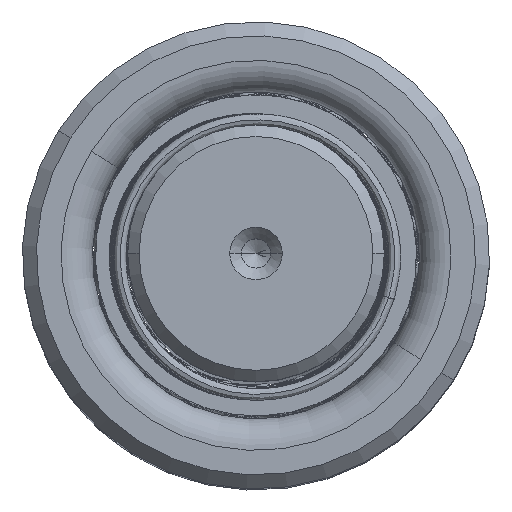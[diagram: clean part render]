
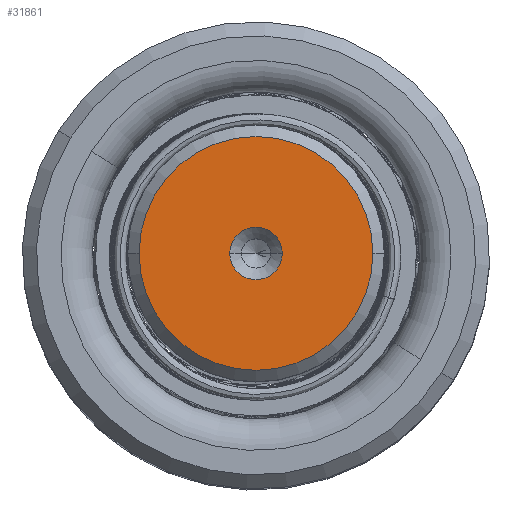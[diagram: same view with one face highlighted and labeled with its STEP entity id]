
A CAD part, top view. The second image highlights one B-rep face of the part: STEP entity #31861.
In plain terms, the highlighted planar face has unit normal (0, 0, 1).
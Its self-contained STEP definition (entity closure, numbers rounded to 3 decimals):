
#2608 = AXIS2_PLACEMENT_3D ( 'NONE', #25143, #11861, #7284 ) ;
#3027 = AXIS2_PLACEMENT_3D ( 'NONE', #28593, #54375, #15268 ) ;
#3645 = ORIENTED_EDGE ( 'NONE', *, *, #44848, .T. ) ;
#5580 = CARTESIAN_POINT ( 'NONE',  ( 0., 0., 160. ) ) ;
#5610 = ORIENTED_EDGE ( 'NONE', *, *, #54099, .F. ) ;
#7284 = DIRECTION ( 'NONE',  ( 1., 0., 0. ) ) ;
#9632 = DIRECTION ( 'NONE',  ( 0., 0., 1. ) ) ;
#10008 = DIRECTION ( 'NONE',  ( 1., 0., 0. ) ) ;
#11861 = DIRECTION ( 'NONE',  ( 0., 0., 1. ) ) ;
#12345 = VERTEX_POINT ( 'NONE', #16122 ) ;
#12733 = CIRCLE ( 'NONE', #33975, 10.009 ) ;
#12932 = AXIS2_PLACEMENT_3D ( 'NONE', #5580, #35943, #48676 ) ;
#13811 = CARTESIAN_POINT ( 'NONE',  ( 0., 0., 160. ) ) ;
#15169 = ORIENTED_EDGE ( 'NONE', *, *, #49367, .T. ) ;
#15268 = DIRECTION ( 'NONE',  ( 1., 0., 0. ) ) ;
#15517 = VERTEX_POINT ( 'NONE', #49771 ) ;
#16074 = DIRECTION ( 'NONE',  ( 1., 0., 0. ) ) ;
#16122 = CARTESIAN_POINT ( 'NONE',  ( 10.009, 0., 160. ) ) ;
#19157 = FACE_BOUND ( 'NONE', #30041, .T. ) ;
#19587 = CARTESIAN_POINT ( 'NONE',  ( 2.25, 0., 160. ) ) ;
#20257 = PLANE ( 'NONE',  #27859 ) ;
#25143 = CARTESIAN_POINT ( 'NONE',  ( 0., 0., 160. ) ) ;
#25498 = CIRCLE ( 'NONE', #2608, 10.009 ) ;
#26623 = FACE_OUTER_BOUND ( 'NONE', #43110, .T. ) ;
#27859 = AXIS2_PLACEMENT_3D ( 'NONE', #51356, #37514, #16074 ) ;
#28071 = CIRCLE ( 'NONE', #3027, 2.25 ) ;
#28593 = CARTESIAN_POINT ( 'NONE',  ( 0., 0., 160. ) ) ;
#30041 = EDGE_LOOP ( 'NONE', ( #5610, #35569 ) ) ;
#31861 = ADVANCED_FACE ( 'NONE', ( #19157, #26623 ), #20257, .T. ) ;
#33975 = AXIS2_PLACEMENT_3D ( 'NONE', #13811, #9632, #10008 ) ;
#35505 = EDGE_CURVE ( 'NONE', #15517, #44118, #40722, .T. ) ;
#35569 = ORIENTED_EDGE ( 'NONE', *, *, #35505, .F. ) ;
#35943 = DIRECTION ( 'NONE',  ( 0., 0., 1. ) ) ;
#37514 = DIRECTION ( 'NONE',  ( 0., 0., 1. ) ) ;
#39121 = VERTEX_POINT ( 'NONE', #41315 ) ;
#40722 = CIRCLE ( 'NONE', #12932, 2.25 ) ;
#41315 = CARTESIAN_POINT ( 'NONE',  ( -10.009, 0., 160. ) ) ;
#43110 = EDGE_LOOP ( 'NONE', ( #3645, #15169 ) ) ;
#44118 = VERTEX_POINT ( 'NONE', #19587 ) ;
#44848 = EDGE_CURVE ( 'NONE', #39121, #12345, #12733, .T. ) ;
#48676 = DIRECTION ( 'NONE',  ( 1., 0., 0. ) ) ;
#49367 = EDGE_CURVE ( 'NONE', #12345, #39121, #25498, .T. ) ;
#49771 = CARTESIAN_POINT ( 'NONE',  ( -2.25, 0., 160. ) ) ;
#51356 = CARTESIAN_POINT ( 'NONE',  ( 0., 0., 160. ) ) ;
#54099 = EDGE_CURVE ( 'NONE', #44118, #15517, #28071, .T. ) ;
#54375 = DIRECTION ( 'NONE',  ( 0., 0., 1. ) ) ;
